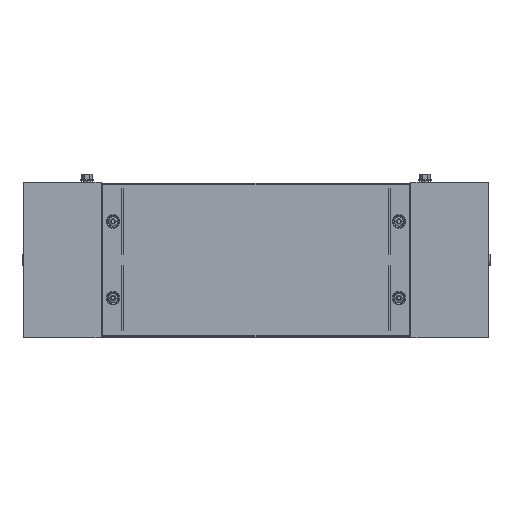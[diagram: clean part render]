
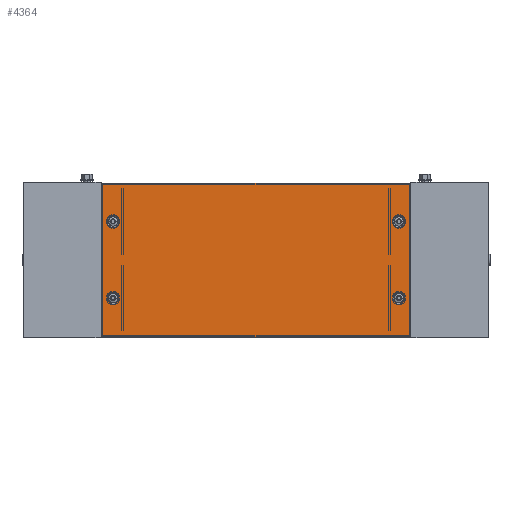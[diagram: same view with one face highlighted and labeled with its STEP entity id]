
A CAD part, top view. The second image highlights one B-rep face of the part: STEP entity #4364.
In plain terms, the highlighted face is planar.
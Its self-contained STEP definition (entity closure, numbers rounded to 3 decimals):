
#270 = CARTESIAN_POINT ( 'NONE',  ( 484.5, -50.5, 0. ) ) ;
#301 = CARTESIAN_POINT ( 'NONE',  ( 499., -1., 0. ) ) ;
#526 = CARTESIAN_POINT ( 'NONE',  ( 499., -1., 0. ) ) ;
#605 = EDGE_LOOP ( 'NONE', ( #4287, #16137 ) ) ;
#811 = CIRCLE ( 'NONE', #3187, 7.691 ) ;
#931 = DIRECTION ( 'NONE',  ( 1., 0., 0. ) ) ;
#963 = EDGE_CURVE ( 'NONE', #6115, #7013, #8304, .T. ) ;
#1062 = EDGE_CURVE ( 'NONE', #16138, #10816, #1255, .T. ) ;
#1255 = LINE ( 'NONE', #12791, #9801 ) ;
#1491 = DIRECTION ( 'NONE',  ( 0., 0., 1. ) ) ;
#1536 = EDGE_CURVE ( 'NONE', #10816, #6855, #11560, .T. ) ;
#1566 = CARTESIAN_POINT ( 'NONE',  ( 499., -199., 0. ) ) ;
#1614 = AXIS2_PLACEMENT_3D ( 'NONE', #17163, #14267, #17260 ) ;
#1818 = VECTOR ( 'NONE', #17024, 1000. ) ;
#1971 = DIRECTION ( 'NONE',  ( 1., 0., 0. ) ) ;
#2147 = DIRECTION ( 'NONE',  ( 1., 0., 0. ) ) ;
#2206 = EDGE_CURVE ( 'NONE', #6855, #10962, #12795, .T. ) ;
#2347 = FACE_OUTER_BOUND ( 'NONE', #5801, .T. ) ;
#2867 = DIRECTION ( 'NONE',  ( 0., 0., 1. ) ) ;
#2878 = VERTEX_POINT ( 'NONE', #7524 ) ;
#3139 = DIRECTION ( 'NONE',  ( 0., -1., 0. ) ) ;
#3187 = AXIS2_PLACEMENT_3D ( 'NONE', #3708, #13314, #2147 ) ;
#3366 = DIRECTION ( 'NONE',  ( 0., 0., 1. ) ) ;
#3439 = VERTEX_POINT ( 'NONE', #11581 ) ;
#3702 = EDGE_CURVE ( 'NONE', #5526, #3439, #811, .T. ) ;
#3708 = CARTESIAN_POINT ( 'NONE',  ( 484.5, -149.5, 0. ) ) ;
#3940 = ORIENTED_EDGE ( 'NONE', *, *, #1062, .F. ) ;
#4241 = CARTESIAN_POINT ( 'NONE',  ( 115.5, -149.5, 0. ) ) ;
#4272 = DIRECTION ( 'NONE',  ( 1., 0., 0. ) ) ;
#4287 = ORIENTED_EDGE ( 'NONE', *, *, #10727, .T. ) ;
#4313 = CARTESIAN_POINT ( 'NONE',  ( 107.809, -50.5, 0. ) ) ;
#4364 = ADVANCED_FACE ( 'NONE', ( #9232, #17847, #16466, #10643, #2347 ), #10739, .F. ) ;
#5220 = CARTESIAN_POINT ( 'NONE',  ( 0., 0., 0. ) ) ;
#5526 = VERTEX_POINT ( 'NONE', #17113 ) ;
#5635 = EDGE_CURVE ( 'NONE', #6638, #14494, #7905, .T. ) ;
#5801 = EDGE_LOOP ( 'NONE', ( #15372, #17180, #6960, #3940 ) ) ;
#5818 = CARTESIAN_POINT ( 'NONE',  ( 101., -1., 0. ) ) ;
#6107 = DIRECTION ( 'NONE',  ( 0., 0., 1. ) ) ;
#6115 = VERTEX_POINT ( 'NONE', #12272 ) ;
#6453 = EDGE_LOOP ( 'NONE', ( #16120, #12070 ) ) ;
#6638 = VERTEX_POINT ( 'NONE', #4313 ) ;
#6718 = AXIS2_PLACEMENT_3D ( 'NONE', #14302, #1491, #4272 ) ;
#6757 = EDGE_LOOP ( 'NONE', ( #7826, #10386 ) ) ;
#6855 = VERTEX_POINT ( 'NONE', #526 ) ;
#6960 = ORIENTED_EDGE ( 'NONE', *, *, #1536, .F. ) ;
#7013 = VERTEX_POINT ( 'NONE', #10758 ) ;
#7232 = VECTOR ( 'NONE', #3139, 1000. ) ;
#7524 = CARTESIAN_POINT ( 'NONE',  ( 492.191, -50.5, 0. ) ) ;
#7618 = CIRCLE ( 'NONE', #6718, 7.691 ) ;
#7791 = CARTESIAN_POINT ( 'NONE',  ( 101., -1., 0. ) ) ;
#7826 = ORIENTED_EDGE ( 'NONE', *, *, #16632, .T. ) ;
#7905 = CIRCLE ( 'NONE', #14714, 7.691 ) ;
#8006 = CARTESIAN_POINT ( 'NONE',  ( 476.809, -50.5, 0. ) ) ;
#8008 = DIRECTION ( 'NONE',  ( 0., 0., 1. ) ) ;
#8070 = AXIS2_PLACEMENT_3D ( 'NONE', #15494, #15306, #931 ) ;
#8304 = CIRCLE ( 'NONE', #13650, 7.691 ) ;
#8613 = AXIS2_PLACEMENT_3D ( 'NONE', #270, #8727, #14482 ) ;
#8663 = CIRCLE ( 'NONE', #8070, 7.691 ) ;
#8727 = DIRECTION ( 'NONE',  ( 0., 0., 1. ) ) ;
#9232 = FACE_BOUND ( 'NONE', #6453, .T. ) ;
#9259 = EDGE_CURVE ( 'NONE', #2878, #11616, #13376, .T. ) ;
#9744 = AXIS2_PLACEMENT_3D ( 'NONE', #5220, #8008, #13692 ) ;
#9801 = VECTOR ( 'NONE', #16867, 1000. ) ;
#10304 = LINE ( 'NONE', #5818, #7232 ) ;
#10342 = EDGE_LOOP ( 'NONE', ( #15863, #17535 ) ) ;
#10343 = CIRCLE ( 'NONE', #12712, 7.691 ) ;
#10386 = ORIENTED_EDGE ( 'NONE', *, *, #963, .T. ) ;
#10627 = VECTOR ( 'NONE', #17049, 1000. ) ;
#10643 = FACE_BOUND ( 'NONE', #10342, .T. ) ;
#10727 = EDGE_CURVE ( 'NONE', #11616, #2878, #8663, .T. ) ;
#10739 = PLANE ( 'NONE',  #9744 ) ;
#10758 = CARTESIAN_POINT ( 'NONE',  ( 107.809, -149.5, 0. ) ) ;
#10816 = VERTEX_POINT ( 'NONE', #1566 ) ;
#10962 = VERTEX_POINT ( 'NONE', #7791 ) ;
#11394 = CARTESIAN_POINT ( 'NONE',  ( 101., -1., 0. ) ) ;
#11560 = LINE ( 'NONE', #301, #1818 ) ;
#11581 = CARTESIAN_POINT ( 'NONE',  ( 476.809, -149.5, 0. ) ) ;
#11616 = VERTEX_POINT ( 'NONE', #8006 ) ;
#11805 = DIRECTION ( 'NONE',  ( 1., 0., 0. ) ) ;
#12070 = ORIENTED_EDGE ( 'NONE', *, *, #3702, .T. ) ;
#12218 = EDGE_CURVE ( 'NONE', #10962, #16138, #10304, .T. ) ;
#12272 = CARTESIAN_POINT ( 'NONE',  ( 123.191, -149.5, 0. ) ) ;
#12712 = AXIS2_PLACEMENT_3D ( 'NONE', #4241, #2867, #14181 ) ;
#12791 = CARTESIAN_POINT ( 'NONE',  ( 101., -199., 0. ) ) ;
#12795 = LINE ( 'NONE', #11394, #10627 ) ;
#13314 = DIRECTION ( 'NONE',  ( 0., 0., 1. ) ) ;
#13376 = CIRCLE ( 'NONE', #8613, 7.691 ) ;
#13650 = AXIS2_PLACEMENT_3D ( 'NONE', #15776, #6107, #11805 ) ;
#13692 = DIRECTION ( 'NONE',  ( 1., 0., 0. ) ) ;
#13765 = CARTESIAN_POINT ( 'NONE',  ( 123.191, -50.5, 0. ) ) ;
#13978 = EDGE_CURVE ( 'NONE', #3439, #5526, #18221, .T. ) ;
#14181 = DIRECTION ( 'NONE',  ( 1., 0., 0. ) ) ;
#14267 = DIRECTION ( 'NONE',  ( 0., 0., 1. ) ) ;
#14302 = CARTESIAN_POINT ( 'NONE',  ( 115.5, -50.5, 0. ) ) ;
#14482 = DIRECTION ( 'NONE',  ( 1., 0., 0. ) ) ;
#14494 = VERTEX_POINT ( 'NONE', #13765 ) ;
#14714 = AXIS2_PLACEMENT_3D ( 'NONE', #16090, #3366, #1971 ) ;
#15306 = DIRECTION ( 'NONE',  ( 0., 0., 1. ) ) ;
#15372 = ORIENTED_EDGE ( 'NONE', *, *, #12218, .F. ) ;
#15494 = CARTESIAN_POINT ( 'NONE',  ( 484.5, -50.5, 0. ) ) ;
#15776 = CARTESIAN_POINT ( 'NONE',  ( 115.5, -149.5, 0. ) ) ;
#15863 = ORIENTED_EDGE ( 'NONE', *, *, #5635, .T. ) ;
#16090 = CARTESIAN_POINT ( 'NONE',  ( 115.5, -50.5, 0. ) ) ;
#16120 = ORIENTED_EDGE ( 'NONE', *, *, #13978, .T. ) ;
#16137 = ORIENTED_EDGE ( 'NONE', *, *, #9259, .T. ) ;
#16138 = VERTEX_POINT ( 'NONE', #16450 ) ;
#16450 = CARTESIAN_POINT ( 'NONE',  ( 101., -199., 0. ) ) ;
#16466 = FACE_BOUND ( 'NONE', #605, .T. ) ;
#16632 = EDGE_CURVE ( 'NONE', #7013, #6115, #10343, .T. ) ;
#16867 = DIRECTION ( 'NONE',  ( 1., 0., 0. ) ) ;
#17024 = DIRECTION ( 'NONE',  ( 0., 1., 0. ) ) ;
#17049 = DIRECTION ( 'NONE',  ( -1., 0., 0. ) ) ;
#17113 = CARTESIAN_POINT ( 'NONE',  ( 492.191, -149.5, 0. ) ) ;
#17163 = CARTESIAN_POINT ( 'NONE',  ( 484.5, -149.5, 0. ) ) ;
#17180 = ORIENTED_EDGE ( 'NONE', *, *, #2206, .F. ) ;
#17260 = DIRECTION ( 'NONE',  ( 1., 0., 0. ) ) ;
#17535 = ORIENTED_EDGE ( 'NONE', *, *, #17563, .T. ) ;
#17563 = EDGE_CURVE ( 'NONE', #14494, #6638, #7618, .T. ) ;
#17847 = FACE_BOUND ( 'NONE', #6757, .T. ) ;
#18221 = CIRCLE ( 'NONE', #1614, 7.691 ) ;
